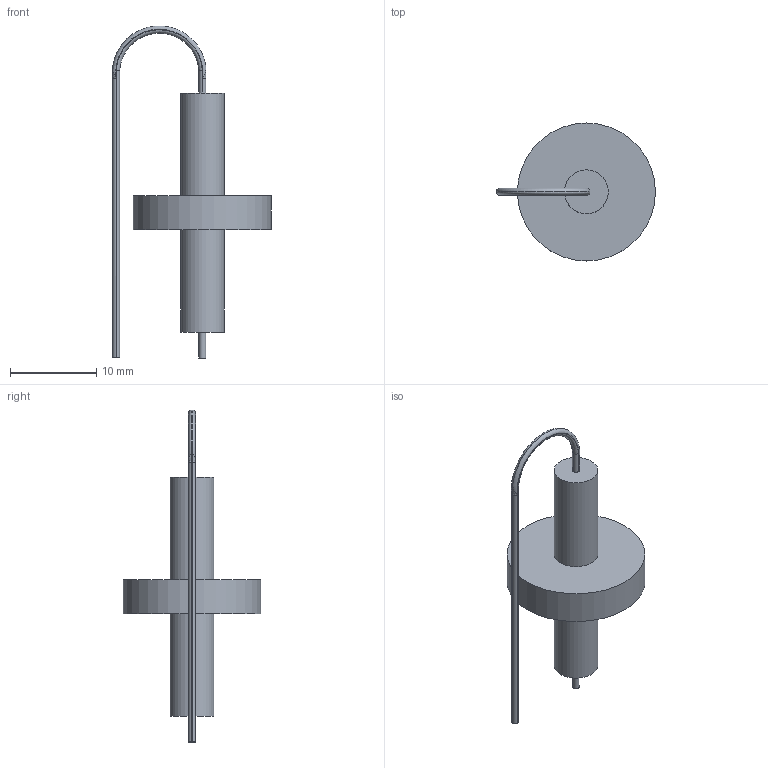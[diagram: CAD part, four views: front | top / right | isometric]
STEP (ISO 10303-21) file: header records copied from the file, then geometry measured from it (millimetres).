
FILE_DESCRIPTION(('FreeCAD Model'),'2;1');
FILE_NAME('Vertical-TH-D16MM-H22.35MM_70F501AF-RC_Solid.step','2016-04-29T09:32:48',('Author'),(''), 'Open CASCADE STEP processor 6.8','FreeCAD','Unknown');
FILE_SCHEMA(('AUTOMOTIVE_DESIGN_CC2 { 1 2 10303 214 -1 1 5 4 }'));
Length unit declared in the file: millimetre
Products named in the file (2): ASSEMBLY; Vertical-TH-D16MM-H22.35MM_70F501AF-RC_Solid
Assembly tree (1 placements, depth 2):
  ASSEMBLY
    Vertical-TH-D16MM-H22.35MM_70F501AF-RC_Solid
Bounding box: 18.41 x 16 x 38.5 mm (x, y, z)
Volume: 1302.8 mm3; surface area: 1119.9 mm2
Topology: 1 solids, 1 shells, 36 faces, 78 edges, 48 vertices
Faces by surface type: cylinder 16, plane 12, bspline 4, torus 4
Full cylindrical faces by diameter (mm): 0.812 x1, 5.08 x2, 16 x1
Entity records: 4152 total; most frequent: CARTESIAN_POINT 2342, DIRECTION 271, ORIENTED_EDGE 156, PCURVE 156, DEFINITIONAL_REPRESENTATION 156, LINE 138, VECTOR 138, EDGE_CURVE 78
